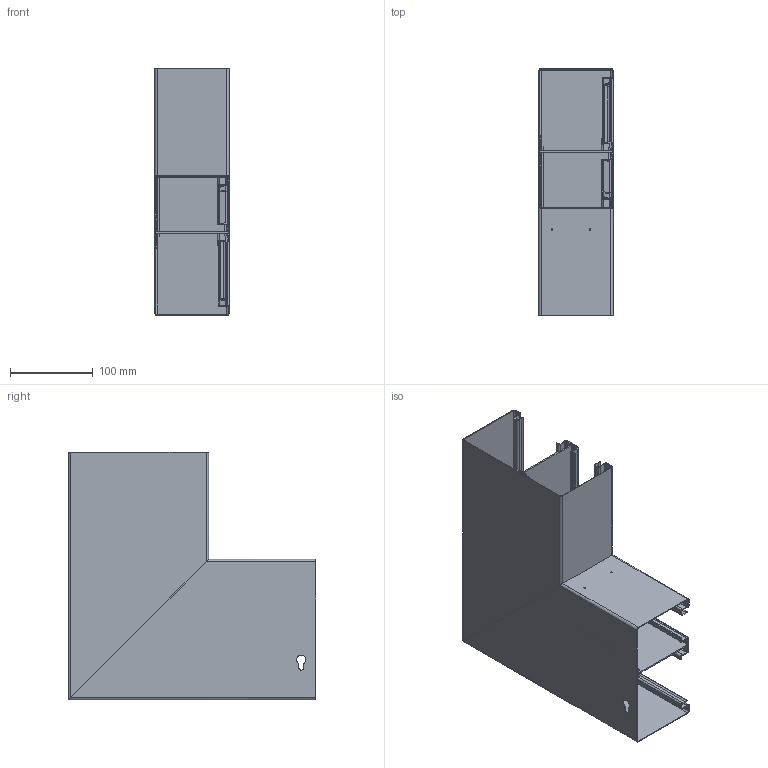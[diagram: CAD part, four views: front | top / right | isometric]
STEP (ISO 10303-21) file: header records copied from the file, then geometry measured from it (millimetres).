
FILE_DESCRIPTION (( 'STEP AP214' ), '1' );
FILE_NAME ('6278330.stp', '2016-06-02T11:39:19', ( '' ), ( '' ), 'SwSTEP 2.0', 'SolidWorks 2014', '' );
FILE_SCHEMA (( 'AUTOMOTIVE_DESIGN' ));
Length unit declared in the file: millimetre
Products named in the file (3): 014939_G剅ungsst乧k f乺 GS-DFF90170; 024002T1_GS-DFS70170 ; 6278330
Assembly tree (2 placements, depth 2):
  6278330
    024002T1_GS-DFS70170 
    014939_G剅ungsst乧k f乺 GS-DFF90170
Bounding box: 90 x 299.85 x 299.85 mm (x, y, z)
Volume: 370275 mm3; surface area: 606004.2 mm2
Topology: 4 solids, 4 shells, 591 faces, 1513 edges, 934 vertices
Faces by surface type: plane 347, cylinder 192, bspline 44, cone 8
Entity records: 18440 total; most frequent: CARTESIAN_POINT 4664, ORIENTED_EDGE 3026, DIRECTION 2591, EDGE_CURVE 1513, LINE 1003, VECTOR 1003, VERTEX_POINT 934, AXIS2_PLACEMENT_3D 794
